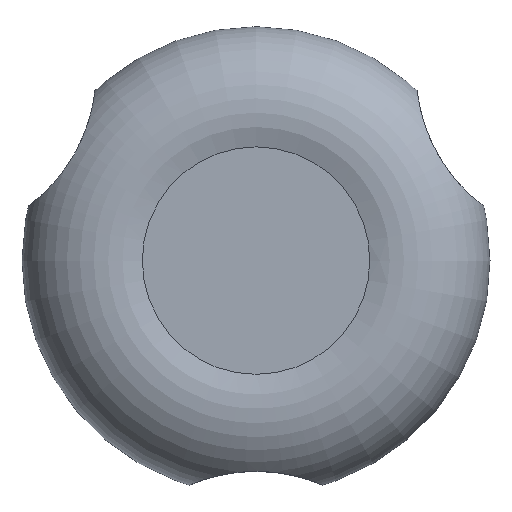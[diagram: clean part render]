
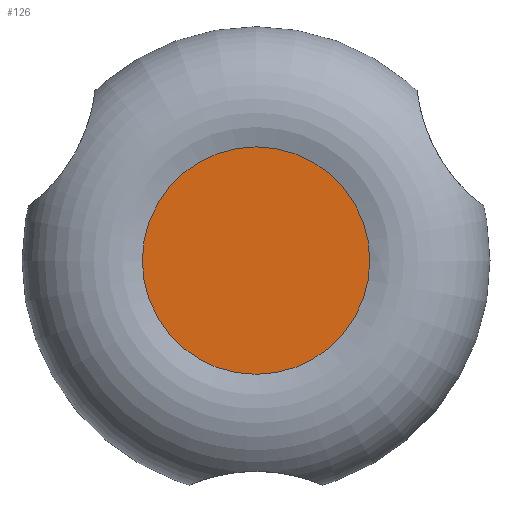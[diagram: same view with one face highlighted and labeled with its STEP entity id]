
A CAD part, top view. The second image highlights one B-rep face of the part: STEP entity #126.
In plain terms, the highlighted planar face has unit normal (0, 0, 1).
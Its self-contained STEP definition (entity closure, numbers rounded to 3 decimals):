
#126 = ADVANCED_FACE( '', ( #288 ), #289, .F. );
#288 = FACE_OUTER_BOUND( '', #494, .T. );
#289 = PLANE( '', #495 );
#494 = EDGE_LOOP( '', ( #828 ) );
#495 = AXIS2_PLACEMENT_3D( '', #829, #830, #831 );
#828 = ORIENTED_EDGE( '', *, *, #1272, .T. );
#829 = CARTESIAN_POINT( '', ( 0., 0., 43. ) );
#830 = DIRECTION( '', ( 0., 0., -1. ) );
#831 = DIRECTION( '', ( -1., 0., 0. ) );
#1272 = EDGE_CURVE( '', #1552, #1552, #1553, .T. );
#1552 = VERTEX_POINT( '', #2405 );
#1553 = CIRCLE( '', #2406, 17. );
#2405 = CARTESIAN_POINT( '', ( 17., 0., 43. ) );
#2406 = AXIS2_PLACEMENT_3D( '', #2766, #2767, #2768 );
#2766 = CARTESIAN_POINT( '', ( 0., 0., 43. ) );
#2767 = DIRECTION( '', ( 0., 0., 1. ) );
#2768 = DIRECTION( '', ( 1., 0., 0. ) );
